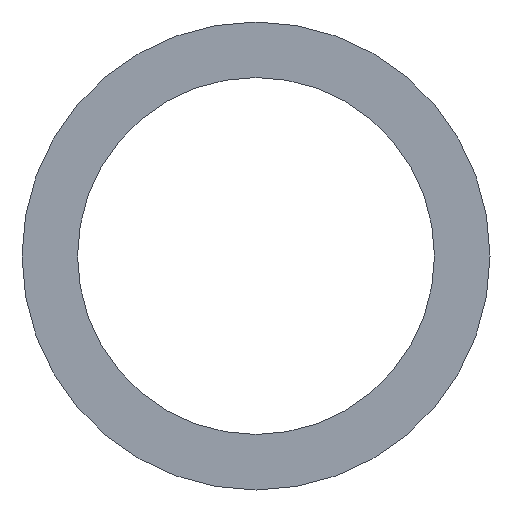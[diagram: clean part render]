
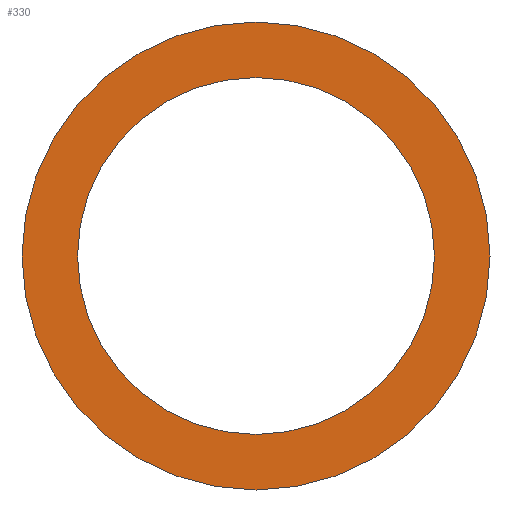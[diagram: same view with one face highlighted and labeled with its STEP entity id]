
A CAD part, left-side view. The second image highlights one B-rep face of the part: STEP entity #330.
In plain terms, the highlighted planar face has unit normal (-1, 0, 0).
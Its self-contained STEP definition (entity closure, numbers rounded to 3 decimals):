
#330=ADVANCED_FACE('',(#2234,#2235),#2233,.T.);
#2233=PLANE('',#5962);
#2234=FACE_OUTER_BOUND('',#5963,.T.);
#2235=FACE_BOUND('',#5964,.T.);
#5959=CARTESIAN_POINT('',(-110.4,-126.047,-118.4));
#5960=DIRECTION('',(-1.,0.,0.));
#5961=DIRECTION('',(0.,0.,1.));
#5962=AXIS2_PLACEMENT_3D('',#5959,#5960,#5961);
#5963=EDGE_LOOP('',(#6949,#6950));
#5964=EDGE_LOOP('',(#6951,#6952));
#6949=ORIENTED_EDGE('',*,*,#7441,.T.);
#6950=ORIENTED_EDGE('',*,*,#7442,.T.);
#6951=ORIENTED_EDGE('',*,*,#7443,.F.);
#6952=ORIENTED_EDGE('',*,*,#7444,.F.);
#7441=EDGE_CURVE('',#9931,#9932,#9933,.T.);
#7442=EDGE_CURVE('',#9932,#9931,#9939,.T.);
#7443=EDGE_CURVE('',#9945,#9946,#9947,.T.);
#7444=EDGE_CURVE('',#9946,#9945,#9953,.T.);
#9931=VERTEX_POINT('',#12257);
#9932=VERTEX_POINT('',#12258);
#9933=CIRCLE('',#12262,67.);
#9939=CIRCLE('',#12266,67.);
#9945=VERTEX_POINT('',#12267);
#9946=VERTEX_POINT('',#12268);
#9947=CIRCLE('',#12272,51.1);
#9953=CIRCLE('',#12276,51.1);
#12257=CARTESIAN_POINT('',(-110.4,0.,92.6));
#12258=CARTESIAN_POINT('',(-110.4,0.,-41.4));
#12259=CARTESIAN_POINT('',(-110.4,0.,25.6));
#12260=DIRECTION('',(-1.,0.,0.));
#12261=DIRECTION('',(0.,0.,1.));
#12262=AXIS2_PLACEMENT_3D('',#12259,#12260,#12261);
#12263=CARTESIAN_POINT('',(-110.4,0.,25.6));
#12264=DIRECTION('',(-1.,0.,0.));
#12265=DIRECTION('',(0.,0.,1.));
#12266=AXIS2_PLACEMENT_3D('',#12263,#12264,#12265);
#12267=CARTESIAN_POINT('',(-110.4,0.,-25.5));
#12268=CARTESIAN_POINT('',(-110.4,0.,76.7));
#12269=CARTESIAN_POINT('',(-110.4,0.,25.6));
#12270=DIRECTION('',(-1.,0.,0.));
#12271=DIRECTION('',(0.,0.,1.));
#12272=AXIS2_PLACEMENT_3D('',#12269,#12270,#12271);
#12273=CARTESIAN_POINT('',(-110.4,0.,25.6));
#12274=DIRECTION('',(-1.,0.,0.));
#12275=DIRECTION('',(0.,0.,1.));
#12276=AXIS2_PLACEMENT_3D('',#12273,#12274,#12275);
